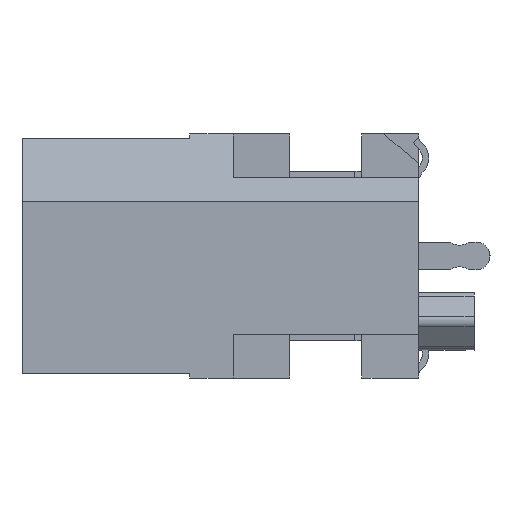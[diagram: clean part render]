
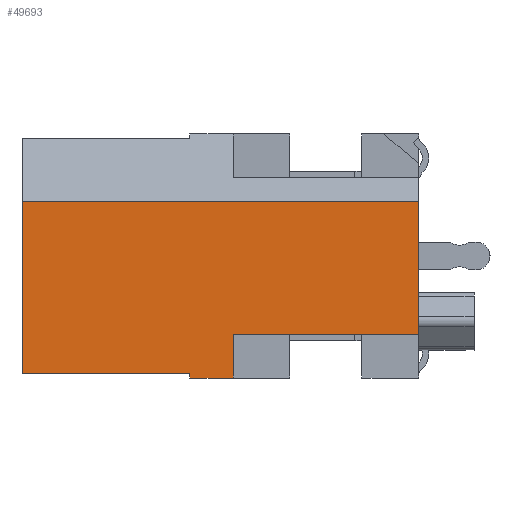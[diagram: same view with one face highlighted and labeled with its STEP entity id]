
A CAD part, left-side view. The second image highlights one B-rep face of the part: STEP entity #49693.
In plain terms, the highlighted planar face has unit normal (-1, 0, 0).
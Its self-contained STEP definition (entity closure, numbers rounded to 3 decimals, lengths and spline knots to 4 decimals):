
#2553=ORIENTED_EDGE('',*,*,#16625,.F.);
#2554=ORIENTED_EDGE('',*,*,#16291,.T.);
#2555=ORIENTED_EDGE('',*,*,#16501,.T.);
#2556=ORIENTED_EDGE('',*,*,#16626,.F.);
#2557=ORIENTED_EDGE('',*,*,#16627,.F.);
#2558=ORIENTED_EDGE('',*,*,#16544,.T.);
#2559=ORIENTED_EDGE('',*,*,#16539,.F.);
#2560=ORIENTED_EDGE('',*,*,#16527,.T.);
#16291=EDGE_CURVE('',#23350,#23349,#28080,.T.);
#16501=EDGE_CURVE('',#23349,#23558,#28285,.T.);
#16527=EDGE_CURVE('',#23578,#23577,#28311,.T.);
#16539=EDGE_CURVE('',#23578,#23587,#28323,.T.);
#16544=EDGE_CURVE('',#23592,#23587,#28328,.T.);
#16625=EDGE_CURVE('',#23350,#23577,#28409,.T.);
#16626=EDGE_CURVE('',#23644,#23558,#28410,.T.);
#16627=EDGE_CURVE('',#23592,#23644,#28411,.T.);
#23349=VERTEX_POINT('',#68944);
#23350=VERTEX_POINT('',#68946);
#23558=VERTEX_POINT('',#69405);
#23577=VERTEX_POINT('',#69454);
#23578=VERTEX_POINT('',#69456);
#23587=VERTEX_POINT('',#69477);
#23592=VERTEX_POINT('',#69491);
#23644=VERTEX_POINT('',#69628);
#28080=LINE('',#68945,#33715);
#28285=LINE('',#69406,#33920);
#28311=LINE('',#69455,#33946);
#28323=LINE('',#69480,#33958);
#28328=LINE('',#69490,#33963);
#28409=LINE('',#69626,#34044);
#28410=LINE('',#69627,#34045);
#28411=LINE('',#69629,#34046);
#33715=VECTOR('',#55771,1000.);
#33920=VECTOR('',#56070,1000.);
#33946=VECTOR('',#56104,1000.);
#33958=VECTOR('',#56120,1000.);
#33963=VECTOR('',#56129,1000.);
#34044=VECTOR('',#56216,1000.);
#34045=VECTOR('',#56217,1000.);
#34046=VECTOR('',#56218,1000.);
#39403=EDGE_LOOP('',(#2553,#2554,#2555,#2556,#2557,#2558,#2559,#2560));
#41756=FACE_BOUND('',#39403,.T.);
#44105=PLANE('',#52054);
#49693=ADVANCED_FACE('',(#41756),#44105,.F.);
#52054=AXIS2_PLACEMENT_3D('',#69625,#56214,#56215);
#55771=DIRECTION('',(0.,-1.,0.));
#56070=DIRECTION('',(0.,0.,1.));
#56104=DIRECTION('',(0.,-1.,0.));
#56120=DIRECTION('',(0.,0.,1.));
#56129=DIRECTION('',(0.,-1.,0.));
#56214=DIRECTION('',(1.,0.,0.));
#56215=DIRECTION('',(0.,0.,-1.));
#56216=DIRECTION('',(0.,0.,-1.));
#56217=DIRECTION('',(0.,-1.,0.));
#56218=DIRECTION('',(0.,0.,1.));
#68944=CARTESIAN_POINT('',(-11.75,0.,-1.805));
#68945=CARTESIAN_POINT('',(-11.75,4.25,-1.805));
#68946=CARTESIAN_POINT('',(-11.75,4.25,-1.805));
#69405=CARTESIAN_POINT('',(-11.75,0.,1.25));
#69406=CARTESIAN_POINT('',(-11.75,0.,-2.8));
#69454=CARTESIAN_POINT('',(-11.75,4.25,-2.8));
#69455=CARTESIAN_POINT('',(-11.75,5.25,-2.8));
#69456=CARTESIAN_POINT('',(-11.75,5.25,-2.8));
#69477=CARTESIAN_POINT('',(-11.75,5.25,-2.7));
#69480=CARTESIAN_POINT('',(-11.75,5.25,-2.8));
#69490=CARTESIAN_POINT('',(-11.75,9.1,-2.7));
#69491=CARTESIAN_POINT('',(-11.75,9.1,-2.7));
#69625=CARTESIAN_POINT('',(-11.75,5.25,-2.8));
#69626=CARTESIAN_POINT('',(-11.75,4.25,-1.805));
#69627=CARTESIAN_POINT('',(-11.75,5.25,1.25));
#69628=CARTESIAN_POINT('',(-11.75,9.1,1.25));
#69629=CARTESIAN_POINT('',(-11.75,9.1,-2.7));
